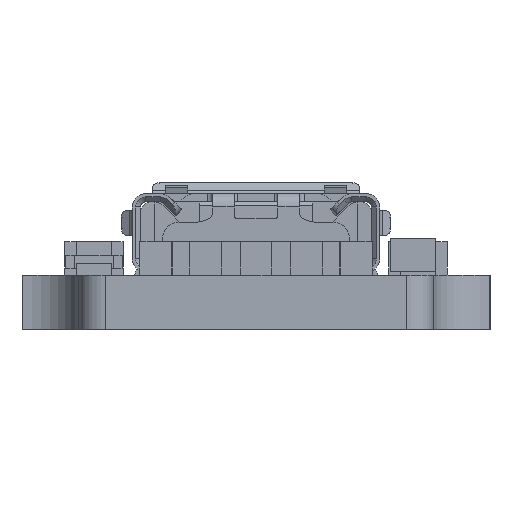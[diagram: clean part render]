
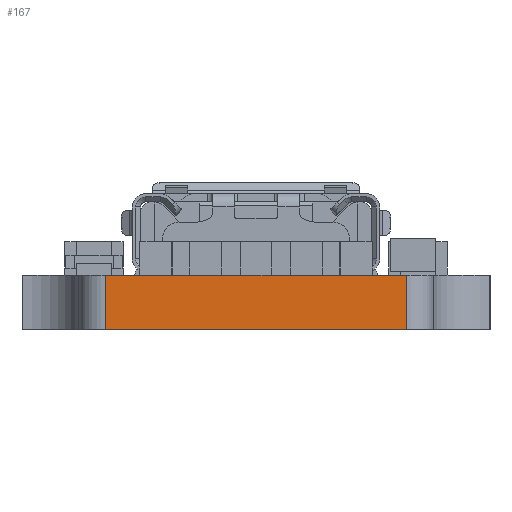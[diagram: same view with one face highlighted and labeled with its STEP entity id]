
A CAD part, left-side view. The second image highlights one B-rep face of the part: STEP entity #167.
In plain terms, the highlighted planar face has unit normal (-1, 0, 0).
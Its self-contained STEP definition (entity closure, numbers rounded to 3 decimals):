
#140 = VERTEX_POINT('',#141);
#141 = CARTESIAN_POINT('',(-5.75,-4.5,1.619));
#148 = EDGE_CURVE('',#149,#140,#151,.T.);
#149 = VERTEX_POINT('',#150);
#150 = CARTESIAN_POINT('',(-5.75,-4.5,0.));
#151 = LINE('',#152,#153);
#152 = CARTESIAN_POINT('',(-5.75,-4.5,0.));
#153 = VECTOR('',#154,1.);
#154 = DIRECTION('',(0.,0.,1.));
#167 = ADVANCED_FACE('',(#168),#193,.T.);
#168 = FACE_BOUND('',#169,.T.);
#169 = EDGE_LOOP('',(#170,#171,#179,#187));
#170 = ORIENTED_EDGE('',*,*,#148,.T.);
#171 = ORIENTED_EDGE('',*,*,#172,.T.);
#172 = EDGE_CURVE('',#140,#173,#175,.T.);
#173 = VERTEX_POINT('',#174);
#174 = CARTESIAN_POINT('',(-5.75,4.501,1.619));
#175 = LINE('',#176,#177);
#176 = CARTESIAN_POINT('',(-5.75,-4.5,1.619));
#177 = VECTOR('',#178,1.);
#178 = DIRECTION('',(0.,1.,0.));
#179 = ORIENTED_EDGE('',*,*,#180,.F.);
#180 = EDGE_CURVE('',#181,#173,#183,.T.);
#181 = VERTEX_POINT('',#182);
#182 = CARTESIAN_POINT('',(-5.75,4.501,0.));
#183 = LINE('',#184,#185);
#184 = CARTESIAN_POINT('',(-5.75,4.501,0.));
#185 = VECTOR('',#186,1.);
#186 = DIRECTION('',(0.,0.,1.));
#187 = ORIENTED_EDGE('',*,*,#188,.F.);
#188 = EDGE_CURVE('',#149,#181,#189,.T.);
#189 = LINE('',#190,#191);
#190 = CARTESIAN_POINT('',(-5.75,-4.5,0.));
#191 = VECTOR('',#192,1.);
#192 = DIRECTION('',(0.,1.,0.));
#193 = PLANE('',#194);
#194 = AXIS2_PLACEMENT_3D('',#195,#196,#197);
#195 = CARTESIAN_POINT('',(-5.75,-4.5,0.));
#196 = DIRECTION('',(-1.,0.,0.));
#197 = DIRECTION('',(0.,1.,0.));
